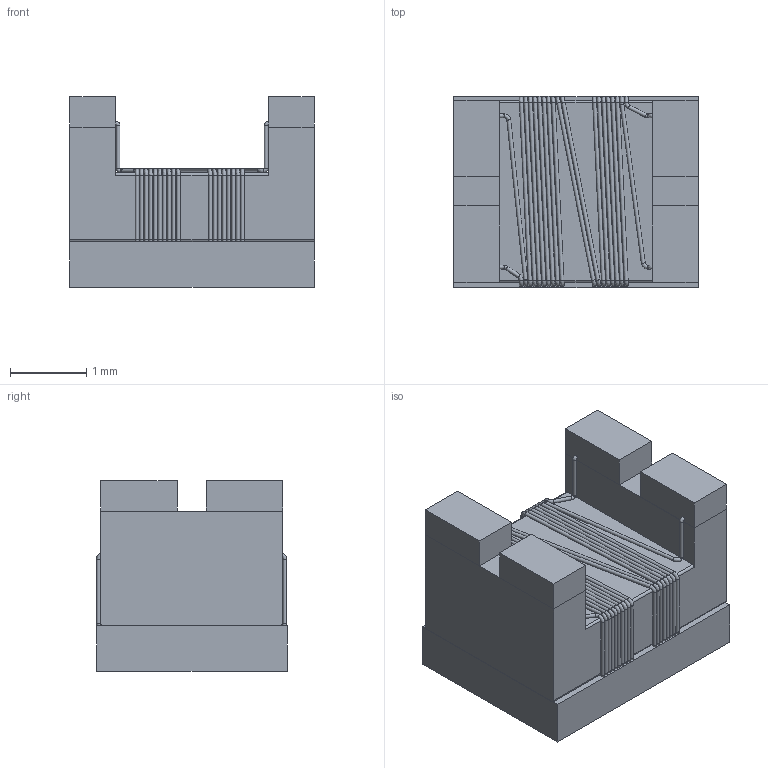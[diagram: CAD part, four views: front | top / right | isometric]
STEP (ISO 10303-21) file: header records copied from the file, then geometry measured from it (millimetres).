
FILE_DESCRIPTION(/* description */ ('Unknown'),/* implementation_level */ '2;1');
FILE_NAME(/* name */ '784234x01',/* time_stamp */ '2023-03-27T16:17:14+02:00',/* author */ ('Unknown'),/* organization */ ('Unknown'),/* preprocessor_version */ 'ST-DEVELOPER v16.7',/* originating_system */ 'Solid Edge',/* authorisation */ 'Unknown');
FILE_SCHEMA (('AUTOMOTIVE_DESIGN {1 0 10303 214 3 1 1}'));
Length unit declared in the file: millimetre
Products named in the file (4): 784234x01; Gehäuse; Boden; L飆fl踄he
Assembly tree (6 placements, depth 2):
  784234x01
    Gehäuse
    Boden
    L飆fl踄he  x4
Bounding box: 3.2 x 2.5 x 2.5 mm (x, y, z)
Volume: 14.6 mm3; surface area: 84.7 mm2
Topology: 8 solids, 8 shells, 218 faces, 438 edges, 236 vertices
Faces by surface type: cylinder 83, torus 50, plane 44, bspline 41
Full cylindrical faces by diameter (mm): 0.05 x79
Entity records: 7714 total; most frequent: CARTESIAN_POINT 4096, DIRECTION 744, ORIENTED_EDGE 464, EDGE_LOOP 370, FACE_BOUND 370, AXIS2_PLACEMENT_3D 346, EDGE_CURVE 232, VERTEX_POINT 212
